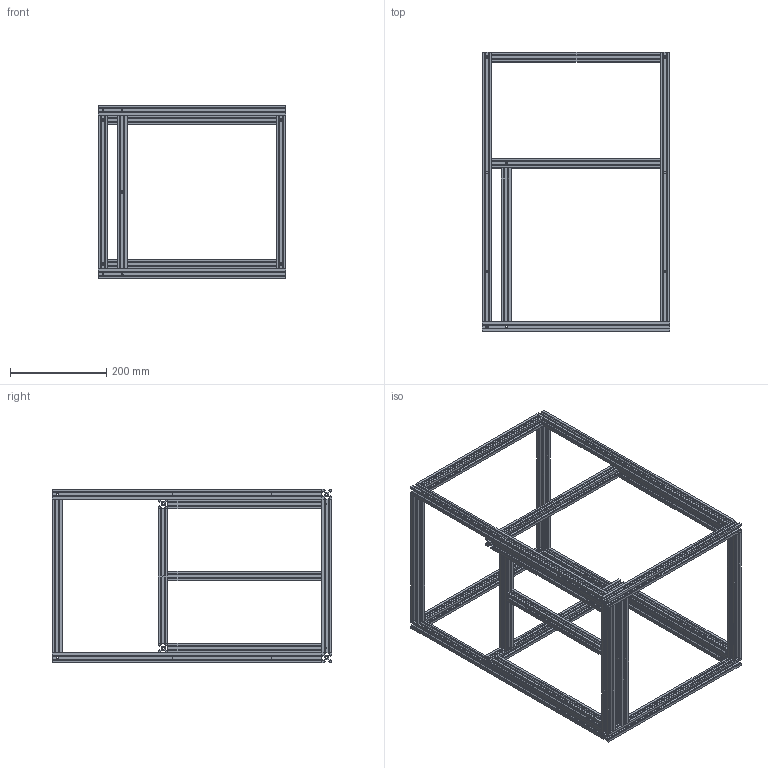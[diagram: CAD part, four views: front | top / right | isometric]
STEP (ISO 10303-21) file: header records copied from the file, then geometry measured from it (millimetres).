
FILE_DESCRIPTION(/* description */ ('STEP AP214','CAx-IF Rec.Pracs.---Representation and Presentation of Product Manufacturing Information (PMI)---4.0---2014-10-13'),/* implementation_level */ '2;1');
FILE_NAME(/* name */ 'Mini Merc Frame.step',/* time_stamp */ '2025-03-22T09:26:42-05:00',/* author */ (''),/* organization */ (''),/* preprocessor_version */ 'ST-DEVELOPER v20',/* originating_system */ 'Autodesk Translation Framework v13.20.0.188',/* authorisation */ '');
FILE_SCHEMA (('AP242_MANAGED_MODEL_BASED_3D_ENGINEERING_MIM_LF { 1 0 10303 442 1 1 4 }'));
Length unit declared in the file: millimetre
Products named in the file (13): Frame; 2020_y_axis; 2020_long_vertical; 2020_vertical; 2020_side; 2020_front_back; 2020_back; 2020_front_back_1; 2020_front_back_2; 2020_front_back_3; 2020_front_back_4; 2020_side_1; 2020_side_2
Assembly tree (21 placements, depth 2):
  Frame
    2020_y_axis  x2
    2020_long_vertical  x4
    2020_vertical  x5
    2020_side  x2
    2020_front_back
    2020_back
    2020_front_back_1
    2020_front_back_2
    2020_front_back_3
    2020_front_back_4
    2020_side_1
    2020_side_2
Bounding box: 390 x 580 x 360 mm (x, y, z)
Volume: 1319431.6 mm3; surface area: 1309388.3 mm2
Topology: 21 solids, 21 shells, 1079 faces, 3205 edges, 2104 vertices
Faces by surface type: plane 966, cylinder 113
Full cylindrical faces by diameter (mm): 5 x113
Entity records: 20540 total; most frequent: CARTESIAN_POINT 3608, ORIENTED_EDGE 3580, DIRECTION 3224, EDGE_CURVE 1790, LINE 1640, VECTOR 1640, VERTEX_POINT 1176, AXIS2_PLACEMENT_3D 792
